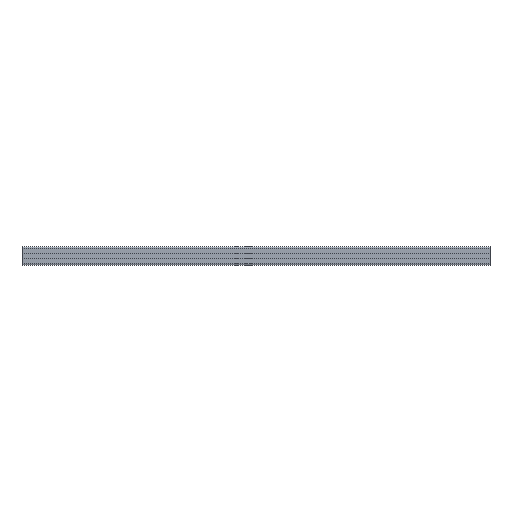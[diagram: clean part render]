
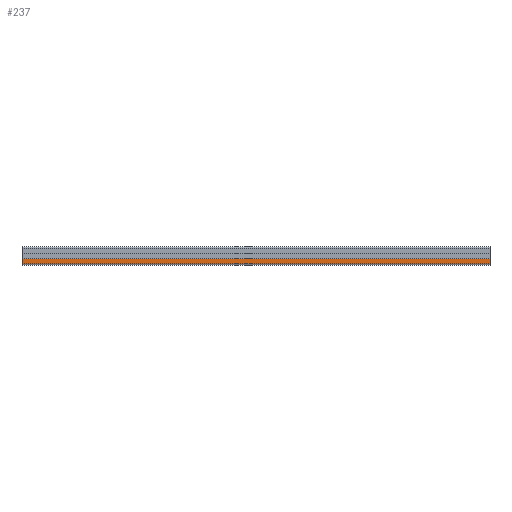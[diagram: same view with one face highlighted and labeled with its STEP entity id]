
A CAD part, left-side view. The second image highlights one B-rep face of the part: STEP entity #237.
In plain terms, the highlighted planar face has unit normal (-1, 0, 0).
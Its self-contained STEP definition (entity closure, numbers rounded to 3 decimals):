
#237=ADVANCED_FACE('',(#466),#467,.F.);
#466=FACE_OUTER_BOUND('',#744,.T.);
#467=PLANE('',#745);
#744=EDGE_LOOP('',(#1688,#1689,#1690,#1691));
#745=AXIS2_PLACEMENT_3D('',#1692,#1693,#1694);
#1688=ORIENTED_EDGE('',*,*,#2366,.F.);
#1689=ORIENTED_EDGE('',*,*,#2385,.F.);
#1690=ORIENTED_EDGE('',*,*,#2117,.F.);
#1691=ORIENTED_EDGE('',*,*,#2384,.T.);
#1692=CARTESIAN_POINT('',(-20.,3500.0,-11.4));
#1693=DIRECTION('',(1.0,0.,0.));
#1694=DIRECTION('',(0.,0.,-1.0));
#2117=EDGE_CURVE('',#2591,#2593,#2594,.T.);
#2366=EDGE_CURVE('',#3016,#3018,#3019,.T.);
#2384=EDGE_CURVE('',#2591,#3018,#3044,.T.);
#2385=EDGE_CURVE('',#2593,#3016,#3045,.T.);
#2591=VERTEX_POINT('',#3309);
#2593=VERTEX_POINT('',#3311);
#2594=LINE('',#3312,#3313);
#3016=VERTEX_POINT('',#3956);
#3018=VERTEX_POINT('',#3959);
#3019=LINE('',#3960,#3961);
#3044=LINE('',#4002,#4003);
#3045=LINE('',#4004,#4005);
#3309=CARTESIAN_POINT('',(-20.,1000.0,-17.));
#3311=CARTESIAN_POINT('',(-20.,1000.0,-5.8));
#3312=CARTESIAN_POINT('',(-20.,1000.0,-11.4));
#3313=VECTOR('',#4223,1.0);
#3956=CARTESIAN_POINT('',(-20.,0.0,-5.8));
#3959=CARTESIAN_POINT('',(-20.,0.0,-17.));
#3960=CARTESIAN_POINT('',(-20.,0.0,-11.4));
#3961=VECTOR('',#4524,1.0);
#4002=CARTESIAN_POINT('',(-20.,3500.0,-17.));
#4003=VECTOR('',#4544,1.0);
#4004=CARTESIAN_POINT('',(-20.,3500.0,-5.8));
#4005=VECTOR('',#4545,1.0);
#4223=DIRECTION('',(0.,0.,1.0));
#4524=DIRECTION('',(0.,0.,-1.0));
#4544=DIRECTION('',(0.,-1.0,0.0));
#4545=DIRECTION('',(0.,-1.0,0.0));
